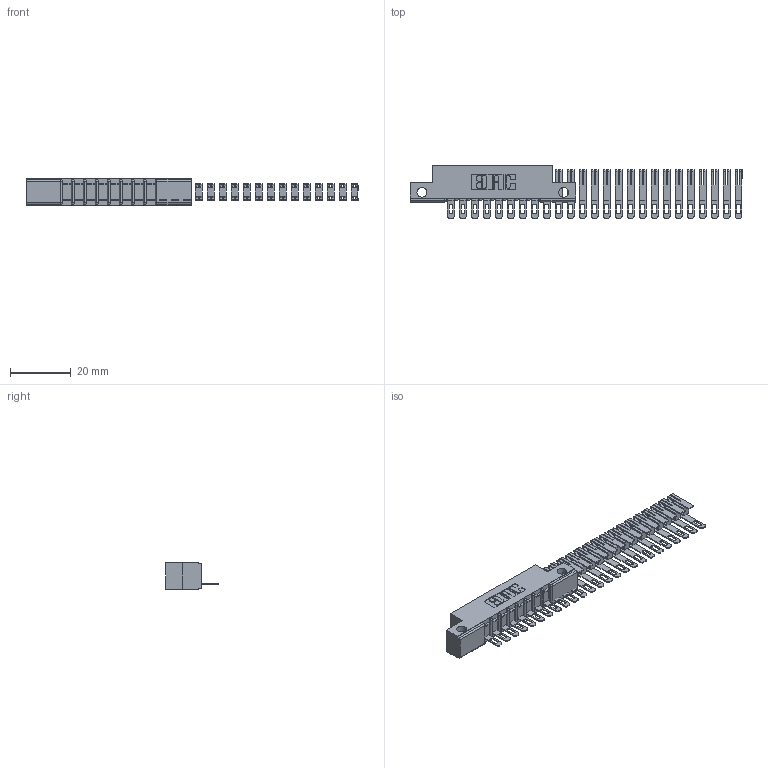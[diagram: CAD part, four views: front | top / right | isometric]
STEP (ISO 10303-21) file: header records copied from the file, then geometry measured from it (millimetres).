
FILE_DESCRIPTION (( 'STEP AP203' ), '1' );
FILE_NAME ('357-025-501-112.STEP', '2018-08-09T02:01:00', ( '' ), ( '' ), 'SwSTEP 2.0', 'SolidWorks 2016', '' );
FILE_SCHEMA (( 'CONFIG_CONTROL_DESIGN' ));
Length unit declared in the file: inch
Products named in the file (3): 307-290-002_501; 307 Part_.128 Dia Side Mounting Holes; 357-025-501-112
Assembly tree (26 placements, depth 2):
  357-025-501-112
    307 Part_.128 Dia Side Mounting Holes
    307-290-002_501  x25
Bounding box: 109.72 x 17.42 x 8.71 mm (x, y, z)
Volume: 4042.4 mm3; surface area: 9471.6 mm2
Topology: 26 solids, 26 shells, 1687 faces, 5185 edges, 3430 vertices
Faces by surface type: plane 966, cylinder 703, sphere 18
Entity records: 12390 total; most frequent: CARTESIAN_POINT 2009, DIRECTION 1989, ORIENTED_EDGE 1982, EDGE_CURVE 991, VECTOR 737, LINE 737, VERTEX_POINT 646, AXIS2_PLACEMENT_3D 626
